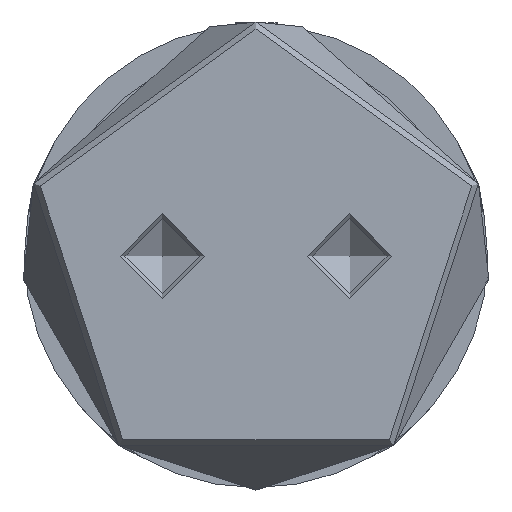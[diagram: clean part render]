
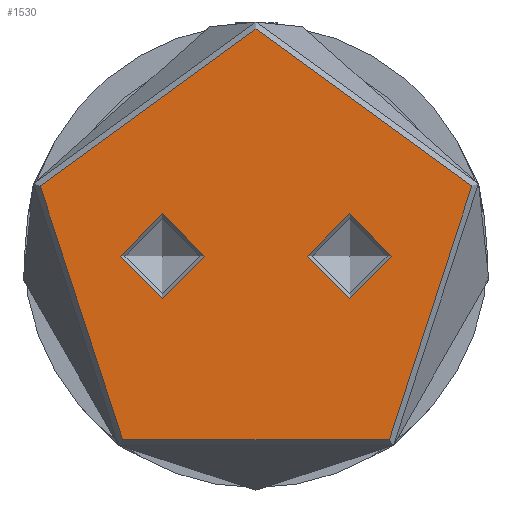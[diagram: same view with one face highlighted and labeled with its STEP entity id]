
A CAD part, front view. The second image highlights one B-rep face of the part: STEP entity #1530.
In plain terms, the highlighted face is planar.
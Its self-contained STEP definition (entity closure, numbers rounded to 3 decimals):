
#65 = VERTEX_POINT ( 'NONE', #4476 ) ;
#245 = DIRECTION ( 'NONE',  ( 1., 0., 0. ) ) ;
#318 = EDGE_CURVE ( 'NONE', #4219, #4219, #1244, .T. ) ;
#477 = CARTESIAN_POINT ( 'NONE',  ( 0., 0., 0. ) ) ;
#880 = DIRECTION ( 'NONE',  ( 1., 0., 0. ) ) ;
#894 = AXIS2_PLACEMENT_3D ( 'NONE', #4895, #2553, #245 ) ;
#1003 = ORIENTED_EDGE ( 'NONE', *, *, #4810, .T. ) ;
#1213 = DIRECTION ( 'NONE',  ( -1., 0., 0. ) ) ;
#1244 = CIRCLE ( 'NONE', #1575, 4.5 ) ;
#1341 = CARTESIAN_POINT ( 'NONE',  ( 0., 10., 0. ) ) ;
#1409 = EDGE_LOOP ( 'NONE', ( #2418 ) ) ;
#1530 = ADVANCED_FACE ( 'NONE', ( #4893, #4951, #2886 ), #4679, .F. ) ;
#1575 = AXIS2_PLACEMENT_3D ( 'NONE', #1341, #4038, #1721 ) ;
#1582 = CIRCLE ( 'NONE', #2265, 24.25 ) ;
#1721 = DIRECTION ( 'NONE',  ( 1., 0., 0. ) ) ;
#1754 = CARTESIAN_POINT ( 'NONE',  ( 24.25, 0., 0. ) ) ;
#1858 = AXIS2_PLACEMENT_3D ( 'NONE', #3126, #3516, #1213 ) ;
#2265 = AXIS2_PLACEMENT_3D ( 'NONE', #477, #3185, #880 ) ;
#2418 = ORIENTED_EDGE ( 'NONE', *, *, #4651, .T. ) ;
#2456 = CARTESIAN_POINT ( 'NONE',  ( 4.5, 10., 0. ) ) ;
#2553 = DIRECTION ( 'NONE',  ( 0., 0., -1. ) ) ;
#2821 = CIRCLE ( 'NONE', #894, 4.5 ) ;
#2886 = FACE_BOUND ( 'NONE', #4270, .T. ) ;
#3126 = CARTESIAN_POINT ( 'NONE',  ( 0., 0., 0. ) ) ;
#3185 = DIRECTION ( 'NONE',  ( 0., 0., 1. ) ) ;
#3447 = EDGE_LOOP ( 'NONE', ( #3466 ) ) ;
#3466 = ORIENTED_EDGE ( 'NONE', *, *, #318, .F. ) ;
#3516 = DIRECTION ( 'NONE',  ( 0., 0., -1. ) ) ;
#4038 = DIRECTION ( 'NONE',  ( 0., 0., 1. ) ) ;
#4219 = VERTEX_POINT ( 'NONE', #2456 ) ;
#4270 = EDGE_LOOP ( 'NONE', ( #1003 ) ) ;
#4476 = CARTESIAN_POINT ( 'NONE',  ( 4.5, -10., 0. ) ) ;
#4601 = VERTEX_POINT ( 'NONE', #1754 ) ;
#4651 = EDGE_CURVE ( 'NONE', #4601, #4601, #1582, .T. ) ;
#4679 = PLANE ( 'NONE',  #1858 ) ;
#4810 = EDGE_CURVE ( 'NONE', #65, #65, #2821, .T. ) ;
#4893 = FACE_BOUND ( 'NONE', #3447, .T. ) ;
#4895 = CARTESIAN_POINT ( 'NONE',  ( 0., -10., 0. ) ) ;
#4951 = FACE_OUTER_BOUND ( 'NONE', #1409, .T. ) ;
